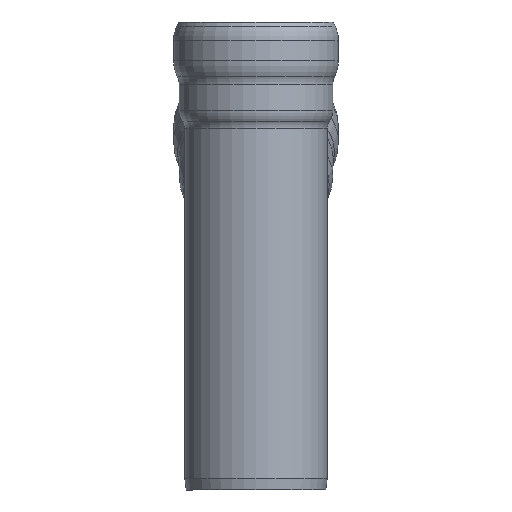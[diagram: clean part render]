
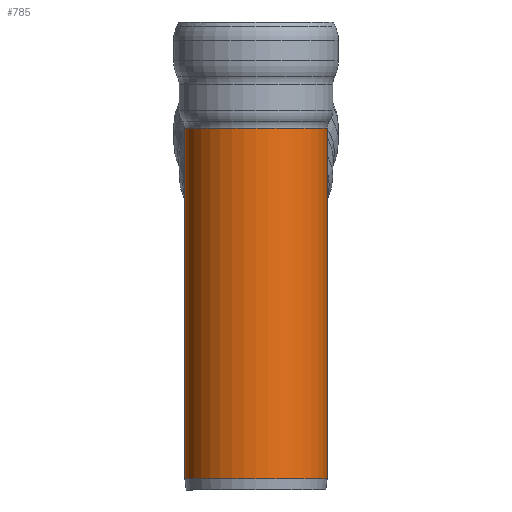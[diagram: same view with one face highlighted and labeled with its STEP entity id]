
A CAD part, left-side view. The second image highlights one B-rep face of the part: STEP entity #785.
In plain terms, the highlighted cylindrical face has radius 510 mm (diameter 1020 mm), a full revolution.
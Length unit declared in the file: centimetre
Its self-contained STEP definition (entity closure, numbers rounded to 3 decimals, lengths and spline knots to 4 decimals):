
#42=CIRCLE('',#897,51.);
#44=CIRCLE('',#899,51.);
#82=CIRCLE('',#954,51.);
#83=CIRCLE('',#955,51.);
#155=CYLINDRICAL_SURFACE('',#959,51.);
#187=FACE_OUTER_BOUND('',#236,.T.);
#236=EDGE_LOOP('',(#626,#627,#628,#629,#630,#631,#632,#633,#634,#635,#636,
#637));
#260=ELLIPSE('',#876,55.202,51.);
#261=ELLIPSE('',#877,55.202,51.);
#265=ELLIPSE('',#882,133.2694,51.);
#266=ELLIPSE('',#883,133.2694,51.);
#275=VERTEX_POINT('',#1380);
#276=VERTEX_POINT('',#1382);
#277=VERTEX_POINT('',#1384);
#280=VERTEX_POINT('',#1393);
#287=VERTEX_POINT('',#1422);
#288=VERTEX_POINT('',#1423);
#318=VERTEX_POINT('',#1517);
#319=VERTEX_POINT('',#1519);
#359=EDGE_CURVE('',#276,#275,#260,.T.);
#360=EDGE_CURVE('',#277,#276,#261,.T.);
#365=EDGE_CURVE('',#280,#277,#265,.T.);
#366=EDGE_CURVE('',#275,#280,#266,.T.);
#377=EDGE_CURVE('',#287,#288,#42,.T.);
#379=EDGE_CURVE('',#288,#287,#44,.T.);
#425=EDGE_CURVE('',#318,#319,#82,.T.);
#426=EDGE_CURVE('',#319,#318,#83,.T.);
#430=EDGE_CURVE('',#319,#276,#829,.T.);
#431=EDGE_CURVE('',#280,#287,#830,.T.);
#626=ORIENTED_EDGE('',*,*,#425,.F.);
#627=ORIENTED_EDGE('',*,*,#426,.F.);
#628=ORIENTED_EDGE('',*,*,#430,.T.);
#629=ORIENTED_EDGE('',*,*,#359,.T.);
#630=ORIENTED_EDGE('',*,*,#366,.T.);
#631=ORIENTED_EDGE('',*,*,#431,.T.);
#632=ORIENTED_EDGE('',*,*,#379,.F.);
#633=ORIENTED_EDGE('',*,*,#377,.F.);
#634=ORIENTED_EDGE('',*,*,#431,.F.);
#635=ORIENTED_EDGE('',*,*,#365,.T.);
#636=ORIENTED_EDGE('',*,*,#360,.T.);
#637=ORIENTED_EDGE('',*,*,#430,.F.);
#785=ADVANCED_FACE('',(#187),#155,.T.);
#829=LINE('',#1528,#857);
#830=LINE('',#1529,#858);
#857=VECTOR('',#1218,51.);
#858=VECTOR('',#1219,51.);
#876=AXIS2_PLACEMENT_3D('',#1383,#1039,#1040);
#877=AXIS2_PLACEMENT_3D('',#1385,#1041,#1042);
#882=AXIS2_PLACEMENT_3D('',#1394,#1052,#1053);
#883=AXIS2_PLACEMENT_3D('',#1395,#1054,#1055);
#897=AXIS2_PLACEMENT_3D('',#1424,#1083,#1084);
#899=AXIS2_PLACEMENT_3D('',#1426,#1087,#1088);
#954=AXIS2_PLACEMENT_3D('',#1520,#1205,#1206);
#955=AXIS2_PLACEMENT_3D('',#1521,#1207,#1208);
#959=AXIS2_PLACEMENT_3D('',#1527,#1216,#1217);
#1039=DIRECTION('center_axis',(-0.383,0.,
-0.924));
#1040=DIRECTION('ref_axis',(-0.924,0.,0.383));
#1041=DIRECTION('center_axis',(-0.383,0.,
-0.924));
#1042=DIRECTION('ref_axis',(-0.924,0.,0.383));
#1052=DIRECTION('center_axis',(-0.924,0.,
0.383));
#1053=DIRECTION('ref_axis',(-0.383,0.,-0.924));
#1054=DIRECTION('center_axis',(-0.924,0.,
0.383));
#1055=DIRECTION('ref_axis',(-0.383,0.,-0.924));
#1083=DIRECTION('center_axis',(0.,0.,1.));
#1084=DIRECTION('ref_axis',(1.,0.,0.));
#1087=DIRECTION('center_axis',(0.,0.,1.));
#1088=DIRECTION('ref_axis',(1.,0.,0.));
#1205=DIRECTION('center_axis',(0.,0.,-1.));
#1206=DIRECTION('ref_axis',(1.,0.,0.));
#1207=DIRECTION('center_axis',(0.,0.,-1.));
#1208=DIRECTION('ref_axis',(1.,0.,0.));
#1216=DIRECTION('center_axis',(0.,0.,-1.));
#1217=DIRECTION('ref_axis',(-1.,0.,0.));
#1218=DIRECTION('',(0.,0.,1.));
#1219=DIRECTION('',(0.,0.,1.));
#1380=CARTESIAN_POINT('',(0.,-51.,110.));
#1382=CARTESIAN_POINT('',(51.,0.,88.8751));
#1383=CARTESIAN_POINT('Origin',(0.,0.,
110.));
#1384=CARTESIAN_POINT('',(0.,51.,110.));
#1385=CARTESIAN_POINT('Origin',(0.,0.,
110.));
#1393=CARTESIAN_POINT('',(51.,0.,233.1249));
#1394=CARTESIAN_POINT('Origin',(0.,0.,
110.));
#1395=CARTESIAN_POINT('Origin',(0.,0.,
110.));
#1422=CARTESIAN_POINT('',(51.,0.,258.966));
#1423=CARTESIAN_POINT('',(0.,51.,258.966));
#1424=CARTESIAN_POINT('Origin',(0.,0.,
258.966));
#1426=CARTESIAN_POINT('Origin',(0.,0.,
258.966));
#1517=CARTESIAN_POINT('',(0.,-51.,8.0623));
#1519=CARTESIAN_POINT('',(51.,0.,8.0623));
#1520=CARTESIAN_POINT('Origin',(0.,0.,
8.0623));
#1521=CARTESIAN_POINT('Origin',(0.,0.,
8.0623));
#1527=CARTESIAN_POINT('Origin',(0.,0.,
223.966));
#1528=CARTESIAN_POINT('',(51.,0.,223.966));
#1529=CARTESIAN_POINT('',(51.,0.,223.966));
